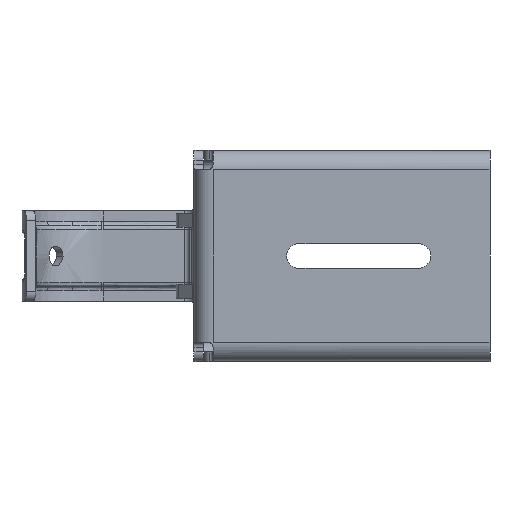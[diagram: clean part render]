
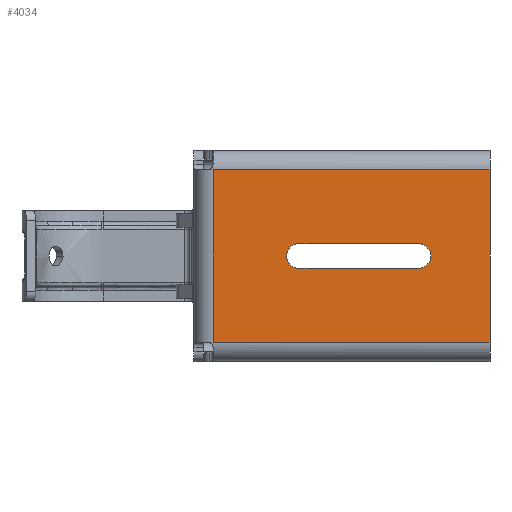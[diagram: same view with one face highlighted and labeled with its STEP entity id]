
A CAD part, front view. The second image highlights one B-rep face of the part: STEP entity #4034.
In plain terms, the highlighted planar face has unit normal (0, -1, 0).
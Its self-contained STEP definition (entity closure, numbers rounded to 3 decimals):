
#52 = LINE ( 'NONE', #2390, #1367 ) ;
#64 = EDGE_CURVE ( 'NONE', #9236, #11708, #6179, .T. ) ;
#195 = DIRECTION ( 'NONE',  ( -1., 0., 0. ) ) ;
#296 = CARTESIAN_POINT ( 'NONE',  ( 62., 0., 22.1 ) ) ;
#330 = ORIENTED_EDGE ( 'NONE', *, *, #2335, .T. ) ;
#649 = VERTEX_POINT ( 'NONE', #7075 ) ;
#921 = DIRECTION ( 'NONE',  ( 1., 0., 0. ) ) ;
#941 = CARTESIAN_POINT ( 'NONE',  ( 47., 0., 2.6 ) ) ;
#947 = CARTESIAN_POINT ( 'NONE',  ( 19.4, 0., 0. ) ) ;
#1261 = VERTEX_POINT ( 'NONE', #941 ) ;
#1321 = DIRECTION ( 'NONE',  ( -1., 0., 0. ) ) ;
#1367 = VECTOR ( 'NONE', #195, 1000. ) ;
#1610 = EDGE_CURVE ( 'NONE', #3443, #5876, #10301, .T. ) ;
#2015 = ORIENTED_EDGE ( 'NONE', *, *, #3869, .T. ) ;
#2052 = CARTESIAN_POINT ( 'NONE',  ( 47., 0., -2.6 ) ) ;
#2335 = EDGE_CURVE ( 'NONE', #5876, #1261, #5235, .T. ) ;
#2369 = DIRECTION ( 'NONE',  ( 0., -1., 0. ) ) ;
#2390 = CARTESIAN_POINT ( 'NONE',  ( 22., 0., -2.6 ) ) ;
#2413 = DIRECTION ( 'NONE',  ( 0., 1., 0. ) ) ;
#2482 = CARTESIAN_POINT ( 'NONE',  ( 47., 0., 0. ) ) ;
#3011 = DIRECTION ( 'NONE',  ( 0., 0., -1. ) ) ;
#3391 = CARTESIAN_POINT ( 'NONE',  ( 62., 0., 22.1 ) ) ;
#3443 = VERTEX_POINT ( 'NONE', #947 ) ;
#3483 = DIRECTION ( 'NONE',  ( -1., 0., 0. ) ) ;
#3501 = DIRECTION ( 'NONE',  ( -1., 0., 0. ) ) ;
#3604 = DIRECTION ( 'NONE',  ( -1., 0., 0. ) ) ;
#3869 = EDGE_CURVE ( 'NONE', #11708, #8272, #5692, .T. ) ;
#4034 = ADVANCED_FACE ( 'NONE', ( #7669, #8829 ), #5801, .T. ) ;
#4097 = CARTESIAN_POINT ( 'NONE',  ( 4., 0., 22.1 ) ) ;
#4435 = EDGE_CURVE ( 'NONE', #649, #8272, #13084, .T. ) ;
#4519 = CARTESIAN_POINT ( 'NONE',  ( 4., 0., 18.1 ) ) ;
#4532 = CARTESIAN_POINT ( 'NONE',  ( 62., 0., 18.1 ) ) ;
#4775 = CARTESIAN_POINT ( 'NONE',  ( 22., 0., 0. ) ) ;
#5105 = VERTEX_POINT ( 'NONE', #10733 ) ;
#5176 = EDGE_CURVE ( 'NONE', #649, #9236, #9771, .T. ) ;
#5197 = CIRCLE ( 'NONE', #5866, 2.6 ) ;
#5235 = LINE ( 'NONE', #12610, #5462 ) ;
#5462 = VECTOR ( 'NONE', #921, 1000. ) ;
#5655 = ORIENTED_EDGE ( 'NONE', *, *, #4435, .F. ) ;
#5692 = LINE ( 'NONE', #7966, #11619 ) ;
#5801 = PLANE ( 'NONE',  #10086 ) ;
#5866 = AXIS2_PLACEMENT_3D ( 'NONE', #2482, #2413, #1321 ) ;
#5876 = VERTEX_POINT ( 'NONE', #7183 ) ;
#5924 = ORIENTED_EDGE ( 'NONE', *, *, #5176, .T. ) ;
#5926 = VECTOR ( 'NONE', #11774, 1000. ) ;
#6179 = LINE ( 'NONE', #4097, #9558 ) ;
#6290 = EDGE_LOOP ( 'NONE', ( #12402, #2015, #5655, #5924 ) ) ;
#6711 = DIRECTION ( 'NONE',  ( 0., 1., 0. ) ) ;
#6938 = VECTOR ( 'NONE', #3501, 1000. ) ;
#7075 = CARTESIAN_POINT ( 'NONE',  ( 62., 0., 18.1 ) ) ;
#7081 = EDGE_LOOP ( 'NONE', ( #7674, #7597, #330, #11950, #7911 ) ) ;
#7183 = CARTESIAN_POINT ( 'NONE',  ( 22., 0., 2.6 ) ) ;
#7404 = EDGE_CURVE ( 'NONE', #5105, #3443, #8609, .T. ) ;
#7509 = EDGE_CURVE ( 'NONE', #9051, #5105, #52, .T. ) ;
#7597 = ORIENTED_EDGE ( 'NONE', *, *, #1610, .T. ) ;
#7669 = FACE_BOUND ( 'NONE', #7081, .T. ) ;
#7674 = ORIENTED_EDGE ( 'NONE', *, *, #7404, .T. ) ;
#7735 = AXIS2_PLACEMENT_3D ( 'NONE', #9982, #11074, #3483 ) ;
#7799 = DIRECTION ( 'NONE',  ( 1., 0., 0. ) ) ;
#7911 = ORIENTED_EDGE ( 'NONE', *, *, #7509, .T. ) ;
#7966 = CARTESIAN_POINT ( 'NONE',  ( 4., 0., -18.1 ) ) ;
#8272 = VERTEX_POINT ( 'NONE', #9954 ) ;
#8609 = CIRCLE ( 'NONE', #7735, 2.6 ) ;
#8829 = FACE_OUTER_BOUND ( 'NONE', #6290, .T. ) ;
#9051 = VERTEX_POINT ( 'NONE', #2052 ) ;
#9236 = VERTEX_POINT ( 'NONE', #4519 ) ;
#9558 = VECTOR ( 'NONE', #3011, 1000. ) ;
#9771 = LINE ( 'NONE', #4532, #6938 ) ;
#9896 = DIRECTION ( 'NONE',  ( 1., 0., 0. ) ) ;
#9954 = CARTESIAN_POINT ( 'NONE',  ( 62., 0., -18.1 ) ) ;
#9982 = CARTESIAN_POINT ( 'NONE',  ( 22., 0., 0. ) ) ;
#10086 = AXIS2_PLACEMENT_3D ( 'NONE', #3391, #2369, #7799 ) ;
#10301 = CIRCLE ( 'NONE', #13165, 2.6 ) ;
#10733 = CARTESIAN_POINT ( 'NONE',  ( 22., 0., -2.6 ) ) ;
#10937 = EDGE_CURVE ( 'NONE', #1261, #9051, #5197, .T. ) ;
#10976 = CARTESIAN_POINT ( 'NONE',  ( 4., 0., -18.1 ) ) ;
#11074 = DIRECTION ( 'NONE',  ( 0., 1., 0. ) ) ;
#11619 = VECTOR ( 'NONE', #9896, 1000. ) ;
#11708 = VERTEX_POINT ( 'NONE', #10976 ) ;
#11774 = DIRECTION ( 'NONE',  ( 0., 0., -1. ) ) ;
#11950 = ORIENTED_EDGE ( 'NONE', *, *, #10937, .T. ) ;
#12402 = ORIENTED_EDGE ( 'NONE', *, *, #64, .T. ) ;
#12610 = CARTESIAN_POINT ( 'NONE',  ( 22., 0., 2.6 ) ) ;
#13084 = LINE ( 'NONE', #296, #5926 ) ;
#13165 = AXIS2_PLACEMENT_3D ( 'NONE', #4775, #6711, #3604 ) ;
